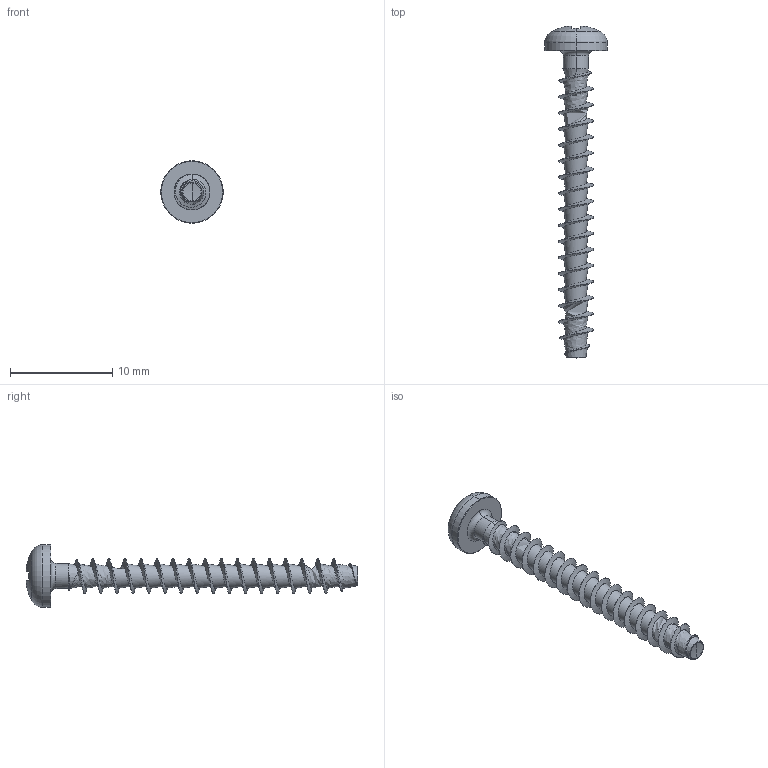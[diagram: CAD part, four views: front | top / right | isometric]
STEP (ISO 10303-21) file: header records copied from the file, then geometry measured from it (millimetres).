
FILE_DESCRIPTION (( 'STEP AP203' ), '1' );
FILE_NAME ('STP22A0350300.STEP', '2017-11-16T18:35:52', ( '' ), ( '' ), 'SwSTEP 2.0', 'SolidWorks 2015', '' );
FILE_SCHEMA (( 'CONFIG_CONTROL_DESIGN' ));
Length unit declared in the file: millimetre
Products named in the file (1): STP22A0350300
Bounding box: 6.1 x 32.43 x 6.1 mm (x, y, z)
Volume: 181.1 mm3; surface area: 472.9 mm2
Topology: 1 solids, 1 shells, 171 faces, 403 edges, 234 vertices
Faces by surface type: bspline 52, torus 36, plane 30, cylinder 25, sphere 20, cone 8
Entity records: 26873 total; most frequent: CARTESIAN_POINT 23282, ORIENTED_EDGE 802, DIRECTION 679, EDGE_CURVE 401, AXIS2_PLACEMENT_3D 305, VERTEX_POINT 234, CIRCLE 185, EDGE_LOOP 173
